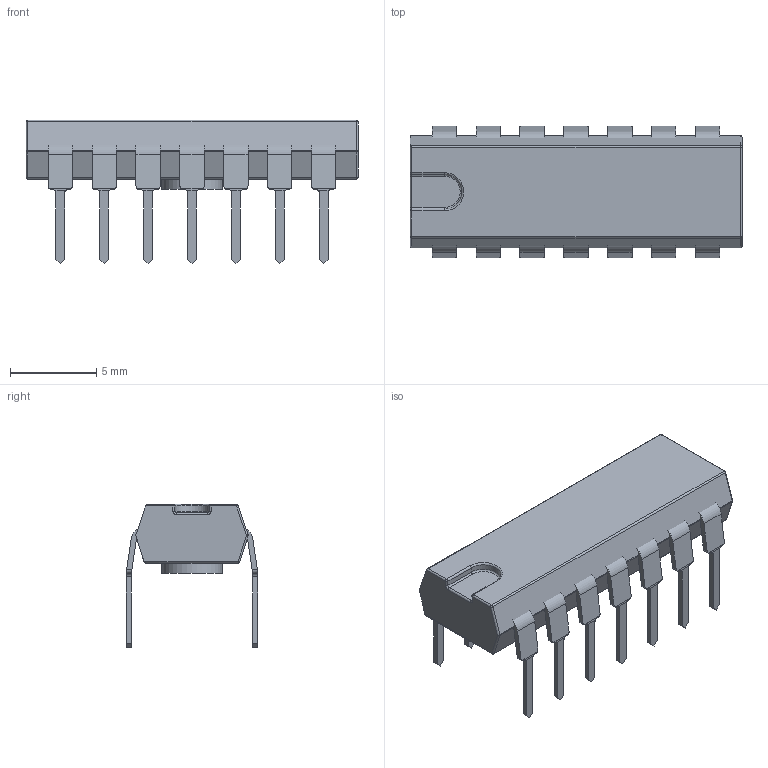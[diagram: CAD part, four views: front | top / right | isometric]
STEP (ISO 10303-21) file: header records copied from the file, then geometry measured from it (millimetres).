
FILE_DESCRIPTION((''),'2;1');
FILE_NAME('DIL14.stp','2013-02-06T12:29:34',('tedaldi'),(''),'Autodesk Inventor 2012','Autodesk Inventor 2012','');
FILE_SCHEMA(('AUTOMOTIVE_DESIGN { 1 0 10303 214 1 1 1 1 }'));
Length unit declared in the file: millimetre
Products named in the file (3): DIL14; DIP14_body; legs
Assembly tree (8 placements, depth 2):
  DIL14
    DIP14_body
    legs  x7
Bounding box: 19.2 x 7.62 x 8.3 mm (x, y, z)
Volume: 433.1 mm3; surface area: 757.9 mm2
Topology: 8 solids, 8 shells, 312 faces, 830 edges, 535 vertices
Faces by surface type: plane 180, cylinder 117, sphere 11, torus 4
Full cylindrical faces by diameter (mm): 3.5 x1
Entity records: 2708 total; most frequent: DIRECTION 493, CARTESIAN_POINT 467, ORIENTED_EDGE 422, EDGE_CURVE 211, AXIS2_PLACEMENT_3D 185, VERTEX_POINT 127, VECTOR 123, LINE 123
